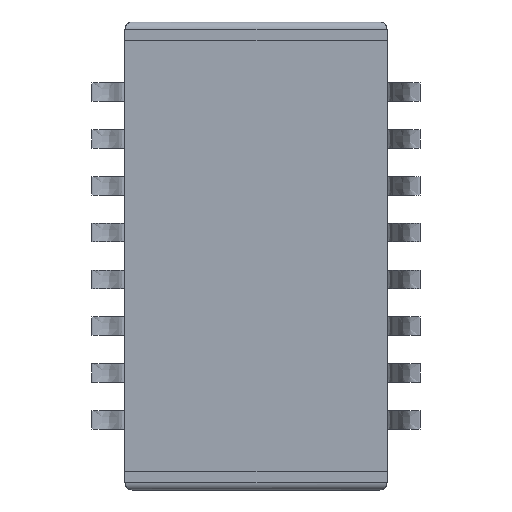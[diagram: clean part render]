
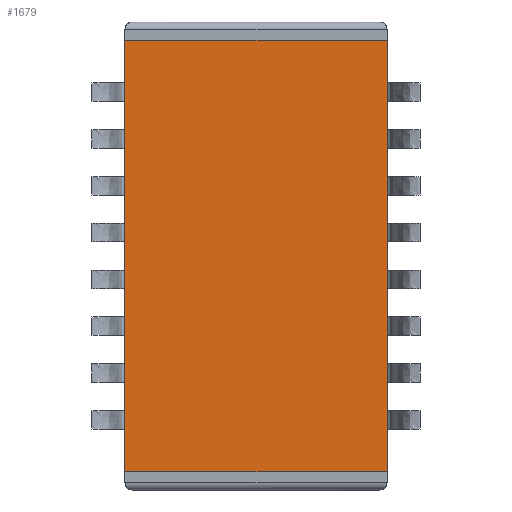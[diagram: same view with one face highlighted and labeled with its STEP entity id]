
A CAD part, front view. The second image highlights one B-rep face of the part: STEP entity #1679.
In plain terms, the highlighted planar face has unit normal (0, -1, 0).
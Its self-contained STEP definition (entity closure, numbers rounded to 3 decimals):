
#193=PLANE('',#1795);
#240=LINE('',#2200,#370);
#263=LINE('',#2326,#393);
#320=LINE('',#3842,#450);
#322=LINE('',#3845,#452);
#370=VECTOR('',#1900,10.);
#393=VECTOR('',#1927,10.);
#450=VECTOR('',#2046,10.);
#452=VECTOR('',#2050,10.);
#557=FACE_OUTER_BOUND('',#677,.T.);
#677=EDGE_LOOP('',(#1457,#1458,#1459,#1460));
#748=VERTEX_POINT('',#2197);
#749=VERTEX_POINT('',#2199);
#785=VERTEX_POINT('',#2323);
#786=VERTEX_POINT('',#2325);
#918=EDGE_CURVE('',#748,#749,#240,.T.);
#957=EDGE_CURVE('',#785,#786,#263,.T.);
#1066=EDGE_CURVE('',#786,#748,#320,.T.);
#1068=EDGE_CURVE('',#749,#785,#322,.T.);
#1457=ORIENTED_EDGE('',*,*,#1068,.F.);
#1458=ORIENTED_EDGE('',*,*,#918,.F.);
#1459=ORIENTED_EDGE('',*,*,#1066,.F.);
#1460=ORIENTED_EDGE('',*,*,#957,.F.);
#1679=ADVANCED_FACE('',(#557),#193,.F.);
#1795=AXIS2_PLACEMENT_3D('',#3846,#2051,#2052);
#1900=DIRECTION('',(0.,0.,-1.));
#1927=DIRECTION('',(0.,0.,1.));
#2046=DIRECTION('',(1.,0.,0.));
#2050=DIRECTION('',(-1.,0.,0.));
#2051=DIRECTION('center_axis',(0.,1.,0.));
#2052=DIRECTION('ref_axis',(0.,0.,1.));
#2197=CARTESIAN_POINT('',(7.11,-4.97,-0.5));
#2199=CARTESIAN_POINT('',(7.11,-4.97,-12.2));
#2200=CARTESIAN_POINT('',(7.11,-4.97,-9.525));
#2323=CARTESIAN_POINT('',(0.,-4.97,-12.2));
#2325=CARTESIAN_POINT('',(0.,-4.97,-0.5));
#2326=CARTESIAN_POINT('',(0.,-4.97,-3.175));
#3842=CARTESIAN_POINT('',(0.,-4.97,-0.5));
#3845=CARTESIAN_POINT('',(7.11,-4.97,-12.2));
#3846=CARTESIAN_POINT('Origin',(3.555,-4.97,-6.35));
